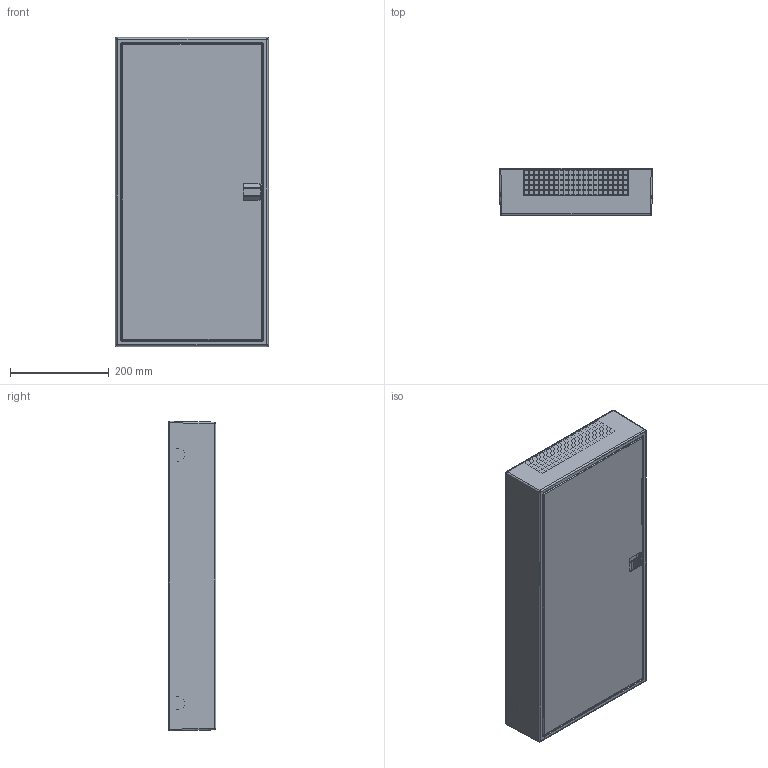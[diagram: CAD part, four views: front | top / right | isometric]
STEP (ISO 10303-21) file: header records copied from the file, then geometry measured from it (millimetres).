
FILE_DESCRIPTION((''),'2;1');
FILE_NAME('THIS_IS_THE_MAIN_FILE_ASM','2024-09-19T10:42:25',('klemen.sitar'),('Audax d.o.o.'),'CREO PARAMETRIC BY PTC INC, 2021304','CREO PARAMETRIC BY PTC INC, 2021304','');
FILE_SCHEMA(('AP242_MANAGED_MODEL_BASED_3D_ENGINEERING_MIM_LF { 1 0 10303 442 1 1 4 }'));
Products named in the file (6): DOOR_36_1_1_1; MASKA_36_ALFA_1_1_1_2_1; DIN_SINA_KRUSKICA_252MM_1_2_3_2; DIN_SINA_KRUSKICA_252MM_1_2_3_1; DNO_36_ALFA__13_04_2018___1_1; THIS_IS_THE_MAIN_FILE_ASM
Assembly tree (7 placements, depth 2):
  THIS_IS_THE_MAIN_FILE_ASM
    DOOR_36_1_1_1
    MASKA_36_ALFA_1_1_1_2_1
    DIN_SINA_KRUSKICA_252MM_1_2_3_2
    DIN_SINA_KRUSKICA_252MM_1_2_3_1  x3
    DNO_36_ALFA__13_04_2018___1_1
Bounding box: 310.14 x 96.03 x 626.33 mm (x, y, z)
Volume: 1030606.3 mm3; surface area: 1744276.2 mm2
Topology: 6 solids, 7 shells, 4632 faces, 11765 edges, 7285 vertices
Faces by surface type: plane 2462, cylinder 835, cone 494, bspline 490, torus 215, sphere 132, extrusion 4
Entity records: 224704 total; most frequent: CARTESIAN_POINT 64109, ORIENTED_EDGE 22668, DIRECTION 19694, PRESENTATION_STYLE_ASSIGNMENT 14309, STYLED_ITEM 14309, CURVE_STYLE 11338, EDGE_CURVE 11334, VECTOR 7372
